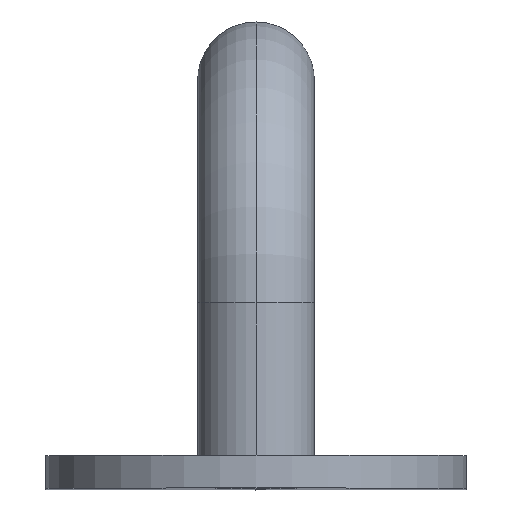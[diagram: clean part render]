
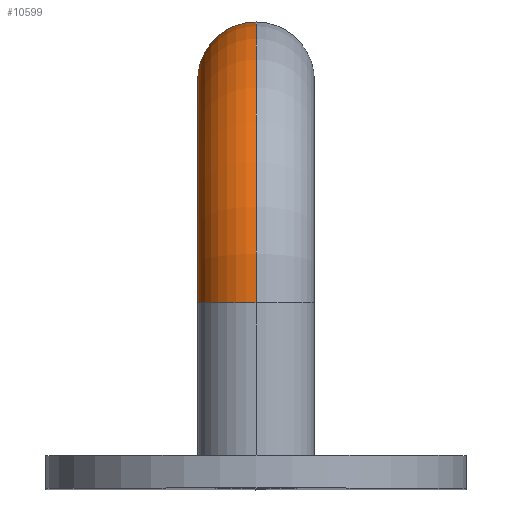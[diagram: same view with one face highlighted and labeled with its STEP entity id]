
A CAD part, top view. The second image highlights one B-rep face of the part: STEP entity #10599.
In plain terms, the highlighted toroidal (fillet/blend) face has major radius 19.1 mm and minor radius 5 mm.
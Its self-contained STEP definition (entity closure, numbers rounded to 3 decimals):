
#21 = DIRECTION ( 'NONE',  ( 0., 0., 1. ) ) ;
#390 = DIRECTION ( 'NONE',  ( 0., 0., 1. ) ) ;
#587 = EDGE_CURVE ( 'NONE', #7260, #1375, #7767, .T. ) ;
#849 = VERTEX_POINT ( 'NONE', #3769 ) ;
#1051 = EDGE_CURVE ( 'NONE', #849, #11062, #2560, .T. ) ;
#1375 = VERTEX_POINT ( 'NONE', #12515 ) ;
#1851 = ORIENTED_EDGE ( 'NONE', *, *, #5866, .T. ) ;
#2175 = CARTESIAN_POINT ( 'NONE',  ( 0., 15.9, 24.1 ) ) ;
#2543 = AXIS2_PLACEMENT_3D ( 'NONE', #8995, #11943, #6083 ) ;
#2560 = CIRCLE ( 'NONE', #4556, 5. ) ;
#2830 = AXIS2_PLACEMENT_3D ( 'NONE', #9609, #5582, #6872 ) ;
#3013 = FACE_OUTER_BOUND ( 'NONE', #5025, .T. ) ;
#3769 = CARTESIAN_POINT ( 'NONE',  ( 0., 15.9, -24.1 ) ) ;
#4247 = DIRECTION ( 'NONE',  ( 0., 0., 1. ) ) ;
#4545 = CIRCLE ( 'NONE', #7844, 24.1 ) ;
#4556 = AXIS2_PLACEMENT_3D ( 'NONE', #10159, #10072, #4247 ) ;
#5025 = EDGE_LOOP ( 'NONE', ( #11119, #1851, #8403, #10923 ) ) ;
#5582 = DIRECTION ( 'NONE',  ( -1., 0., 0. ) ) ;
#5866 = EDGE_CURVE ( 'NONE', #7260, #849, #4545, .T. ) ;
#6051 = DIRECTION ( 'NONE',  ( -1., 0., 0. ) ) ;
#6083 = DIRECTION ( 'NONE',  ( 0., 0., -1. ) ) ;
#6295 = DIRECTION ( 'NONE',  ( -1., 0., 0. ) ) ;
#6422 = CIRCLE ( 'NONE', #2830, 14.1 ) ;
#6872 = DIRECTION ( 'NONE',  ( 0., 0., 1. ) ) ;
#7260 = VERTEX_POINT ( 'NONE', #2175 ) ;
#7767 = CIRCLE ( 'NONE', #2543, 5. ) ;
#7844 = AXIS2_PLACEMENT_3D ( 'NONE', #11347, #6295, #390 ) ;
#7957 = CARTESIAN_POINT ( 'NONE',  ( 0., 15.9, 0. ) ) ;
#8321 = CARTESIAN_POINT ( 'NONE',  ( 0., 15.9, -14.1 ) ) ;
#8403 = ORIENTED_EDGE ( 'NONE', *, *, #1051, .T. ) ;
#8995 = CARTESIAN_POINT ( 'NONE',  ( 0., 15.9, 19.1 ) ) ;
#9551 = TOROIDAL_SURFACE ( 'NONE', #12644, 19.1, 5. ) ;
#9609 = CARTESIAN_POINT ( 'NONE',  ( 0., 15.9, 0. ) ) ;
#10072 = DIRECTION ( 'NONE',  ( 0., 1., 0. ) ) ;
#10159 = CARTESIAN_POINT ( 'NONE',  ( 0., 15.9, -19.1 ) ) ;
#10599 = ADVANCED_FACE ( 'NONE', ( #3013 ), #9551, .T. ) ;
#10923 = ORIENTED_EDGE ( 'NONE', *, *, #12263, .F. ) ;
#11062 = VERTEX_POINT ( 'NONE', #8321 ) ;
#11119 = ORIENTED_EDGE ( 'NONE', *, *, #587, .F. ) ;
#11347 = CARTESIAN_POINT ( 'NONE',  ( 0., 15.9, 0. ) ) ;
#11943 = DIRECTION ( 'NONE',  ( 0., -1., 0. ) ) ;
#12263 = EDGE_CURVE ( 'NONE', #1375, #11062, #6422, .T. ) ;
#12515 = CARTESIAN_POINT ( 'NONE',  ( 0., 15.9, 14.1 ) ) ;
#12644 = AXIS2_PLACEMENT_3D ( 'NONE', #7957, #6051, #21 ) ;
